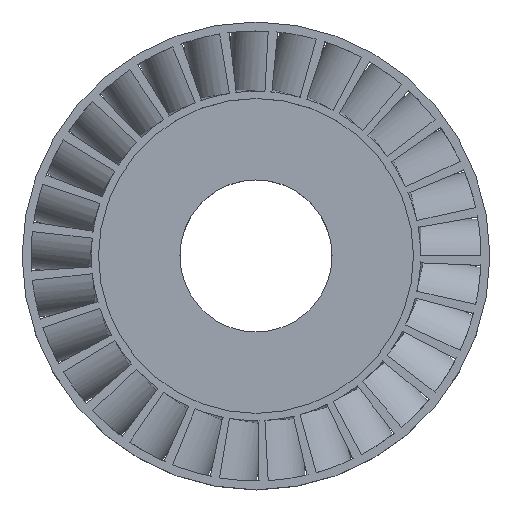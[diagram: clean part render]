
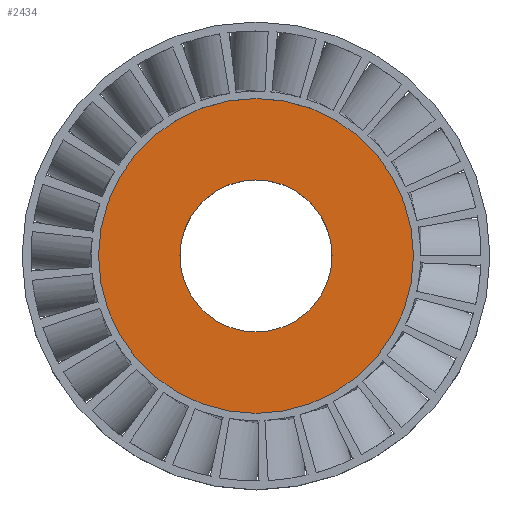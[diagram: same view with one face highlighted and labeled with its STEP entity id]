
A CAD part, top view. The second image highlights one B-rep face of the part: STEP entity #2434.
In plain terms, the highlighted planar face has unit normal (0, 0, 1).
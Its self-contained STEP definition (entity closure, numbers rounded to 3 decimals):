
#76=FACE_BOUND('',#506,.T.);
#80=PLANE('',#2705);
#320=FACE_OUTER_BOUND('',#505,.T.);
#505=EDGE_LOOP('',(#2247));
#506=EDGE_LOOP('',(#2248));
#748=CIRCLE('',#2460,8.45);
#750=CIRCLE('',#2463,17.5);
#930=VERTEX_POINT('',#3328);
#932=VERTEX_POINT('',#3334);
#1171=EDGE_CURVE('',#930,#930,#748,.T.);
#1174=EDGE_CURVE('',#932,#932,#750,.T.);
#2247=ORIENTED_EDGE('',*,*,#1174,.T.);
#2248=ORIENTED_EDGE('',*,*,#1171,.T.);
#2434=ADVANCED_FACE('',(#320,#76),#80,.T.);
#2460=AXIS2_PLACEMENT_3D('',#3330,#2713,#2714);
#2463=AXIS2_PLACEMENT_3D('',#3336,#2720,#2721);
#2705=AXIS2_PLACEMENT_3D('',#5730,#3322,#3323);
#2713=DIRECTION('center_axis',(0.,0.,-1.));
#2714=DIRECTION('ref_axis',(-1.,0.,0.));
#2720=DIRECTION('center_axis',(0.,0.,1.));
#2721=DIRECTION('ref_axis',(-1.,0.,0.));
#3322=DIRECTION('center_axis',(0.,0.,1.));
#3323=DIRECTION('ref_axis',(1.,0.,0.));
#3328=CARTESIAN_POINT('',(8.45,0.,2.5));
#3330=CARTESIAN_POINT('Origin',(0.,0.,2.5));
#3334=CARTESIAN_POINT('',(17.5,0.,2.5));
#3336=CARTESIAN_POINT('Origin',(0.,0.,2.5));
#5730=CARTESIAN_POINT('Origin',(0.,0.,2.5));
